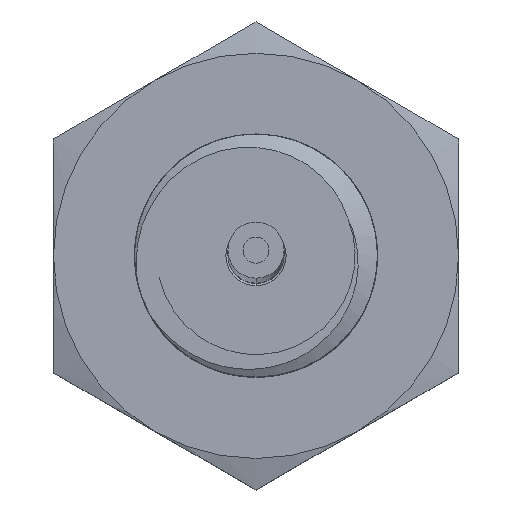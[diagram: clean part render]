
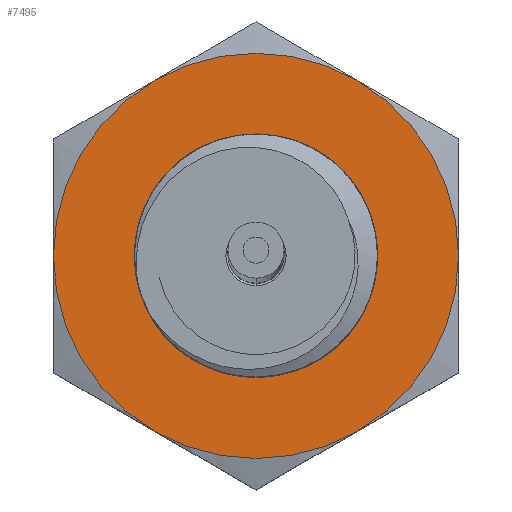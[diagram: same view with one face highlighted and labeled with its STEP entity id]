
A CAD part, top view. The second image highlights one B-rep face of the part: STEP entity #7495.
In plain terms, the highlighted planar face has unit normal (0, 0, 1).
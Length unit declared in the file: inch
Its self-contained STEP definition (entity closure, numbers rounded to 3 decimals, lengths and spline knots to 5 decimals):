
#7096=CARTESIAN_POINT('',(0.,0.,0.09375));
#7097=DIRECTION('',(0.,0.,1.));
#7098=DIRECTION('',(-1.,0.,0.));
#7099=AXIS2_PLACEMENT_3D('',#7096,#7097,#7098);
#7101=CARTESIAN_POINT('',(0.,0.,0.09375));
#7102=DIRECTION('',(0.,0.,1.));
#7103=DIRECTION('',(1.,0.,0.));
#7104=AXIS2_PLACEMENT_3D('',#7101,#7102,#7103);
#7106=CARTESIAN_POINT('',(0.,0.,0.09375));
#7107=DIRECTION('',(0.,0.,-1.));
#7108=DIRECTION('',(0.5,0.866,0.));
#7109=AXIS2_PLACEMENT_3D('',#7106,#7107,#7108);
#7111=CARTESIAN_POINT('',(0.,0.,0.09375));
#7112=DIRECTION('',(0.,0.,-1.));
#7113=DIRECTION('',(1.,0.,0.));
#7114=AXIS2_PLACEMENT_3D('',#7111,#7112,#7113);
#7116=CARTESIAN_POINT('',(0.,0.,0.09375));
#7117=DIRECTION('',(0.,0.,-1.));
#7118=DIRECTION('',(-0.5,-0.866,0.));
#7119=AXIS2_PLACEMENT_3D('',#7116,#7117,#7118);
#7121=CARTESIAN_POINT('',(0.,0.,0.09375));
#7122=DIRECTION('',(0.,0.,-1.));
#7123=DIRECTION('',(-1.,0.,0.));
#7124=AXIS2_PLACEMENT_3D('',#7121,#7122,#7123);
#7126=CARTESIAN_POINT('',(0.,0.,0.09375));
#7127=DIRECTION('',(0.,0.,1.));
#7128=DIRECTION('',(-0.5,-0.866,0.));
#7129=AXIS2_PLACEMENT_3D('',#7126,#7127,#7128);
#7131=CARTESIAN_POINT('',(0.,0.,0.09375));
#7132=DIRECTION('',(0.,0.,1.));
#7133=DIRECTION('',(0.5,0.866,0.));
#7134=AXIS2_PLACEMENT_3D('',#7131,#7132,#7133);
#7174=CARTESIAN_POINT('',(0.15625,-0.27063,
0.09375));
#7224=CARTESIAN_POINT('',(-0.15625,-0.27063,
0.09375));
#7264=CARTESIAN_POINT('',(-0.3125,0.,
0.09375));
#7304=CARTESIAN_POINT('',(-0.15625,0.27063,
0.09375));
#7344=CARTESIAN_POINT('',(0.15625,0.27063,
0.09375));
#7384=CARTESIAN_POINT('',(0.3125,0.,
0.09375));
#7390=CARTESIAN_POINT('',(-0.1565,0.,0.09375));
#7391=CARTESIAN_POINT('',(0.1565,0.,0.09375));
#7392=VERTEX_POINT('',#7390);
#7393=VERTEX_POINT('',#7391);
#7397=VERTEX_POINT('',#7304);
#7401=VERTEX_POINT('',#7264);
#7405=VERTEX_POINT('',#7224);
#7409=VERTEX_POINT('',#7174);
#7413=VERTEX_POINT('',#7384);
#7417=VERTEX_POINT('',#7344);
#7472=CARTESIAN_POINT('',(0.,0.,0.09375));
#7473=DIRECTION('',(0.,0.,1.));
#7474=DIRECTION('',(1.,0.,0.));
#7475=AXIS2_PLACEMENT_3D('',#7472,#7473,#7474);
#7476=PLANE('',#7475);
#7478=ORIENTED_EDGE('',*,*,#7477,.F.);
#7480=ORIENTED_EDGE('',*,*,#7479,.T.);
#7482=ORIENTED_EDGE('',*,*,#7481,.T.);
#7484=ORIENTED_EDGE('',*,*,#7483,.F.);
#7486=ORIENTED_EDGE('',*,*,#7485,.T.);
#7488=ORIENTED_EDGE('',*,*,#7487,.T.);
#7489=EDGE_LOOP('',(#7478,#7480,#7482,#7484,#7486,#7488));
#7490=FACE_OUTER_BOUND('',#7489,.F.);
#7491=ORIENTED_EDGE('',*,*,#7452,.T.);
#7492=ORIENTED_EDGE('',*,*,#7466,.T.);
#7493=EDGE_LOOP('',(#7491,#7492));
#7494=FACE_BOUND('',#7493,.F.);
#7495=ADVANCED_FACE('',(#7490,#7494),#7476,.T.);
#7100=CIRCLE('',#7099,0.1565);
#7105=CIRCLE('',#7104,0.1565);
#7110=CIRCLE('',#7109,0.3125);
#7115=CIRCLE('',#7114,0.3125);
#7120=CIRCLE('',#7119,0.3125);
#7125=CIRCLE('',#7124,0.3125);
#7130=CIRCLE('',#7129,0.3125);
#7135=CIRCLE('',#7134,0.3125);
#7452=EDGE_CURVE('',#7392,#7393,#7100,.T.);
#7466=EDGE_CURVE('',#7393,#7392,#7105,.T.);
#7477=EDGE_CURVE('',#7417,#7397,#7135,.T.);
#7479=EDGE_CURVE('',#7417,#7413,#7110,.T.);
#7481=EDGE_CURVE('',#7413,#7409,#7115,.T.);
#7483=EDGE_CURVE('',#7405,#7409,#7130,.T.);
#7485=EDGE_CURVE('',#7405,#7401,#7120,.T.);
#7487=EDGE_CURVE('',#7401,#7397,#7125,.T.);
